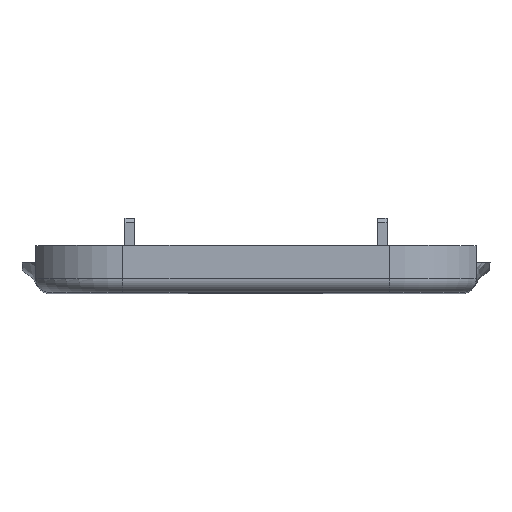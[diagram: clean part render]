
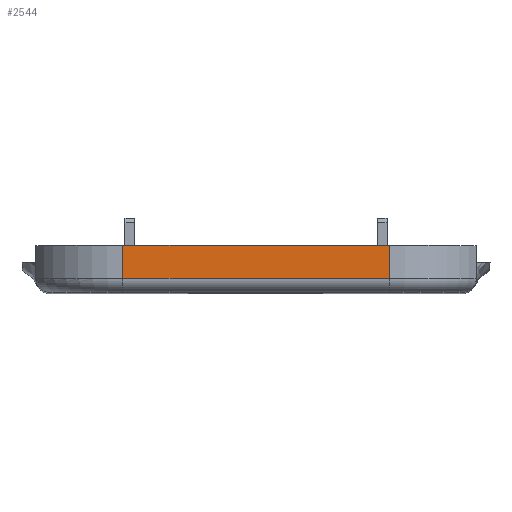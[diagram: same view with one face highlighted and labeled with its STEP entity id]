
A CAD part, top view. The second image highlights one B-rep face of the part: STEP entity #2544.
In plain terms, the highlighted planar face has unit normal (0, 0, 1).
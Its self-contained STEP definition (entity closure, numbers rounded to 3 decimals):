
#298=FACE_OUTER_BOUND('',#480,.T.);
#480=EDGE_LOOP('',(#2245,#2246,#2247,#2248));
#632=LINE('',#3726,#906);
#655=LINE('',#3861,#929);
#755=LINE('',#4349,#1029);
#756=LINE('',#4351,#1030);
#906=VECTOR('',#2995,10.);
#929=VECTOR('',#3128,10.);
#1029=VECTOR('',#3406,10.);
#1030=VECTOR('',#3409,10.);
#1139=VERTEX_POINT('',#3723);
#1140=VERTEX_POINT('',#3725);
#1180=VERTEX_POINT('',#3838);
#1183=VERTEX_POINT('',#3859);
#1415=EDGE_CURVE('',#1139,#1140,#632,.T.);
#1468=EDGE_CURVE('',#1183,#1180,#655,.T.);
#1605=EDGE_CURVE('',#1180,#1139,#755,.T.);
#1606=EDGE_CURVE('',#1183,#1140,#756,.T.);
#2245=ORIENTED_EDGE('',*,*,#1415,.F.);
#2246=ORIENTED_EDGE('',*,*,#1605,.F.);
#2247=ORIENTED_EDGE('',*,*,#1468,.F.);
#2248=ORIENTED_EDGE('',*,*,#1606,.T.);
#2402=PLANE('',#2745);
#2544=ADVANCED_FACE('',(#298),#2402,.T.);
#2745=AXIS2_PLACEMENT_3D('',#4350,#3407,#3408);
#2995=DIRECTION('',(1.,0.,0.));
#3128=DIRECTION('',(-1.,0.,0.));
#3406=DIRECTION('',(0.,1.,0.));
#3407=DIRECTION('center_axis',(0.,0.,1.));
#3408=DIRECTION('ref_axis',(-1.,0.,0.));
#3409=DIRECTION('',(0.,1.,0.));
#3723=CARTESIAN_POINT('',(-28.78,8.146,88.91));
#3725=CARTESIAN_POINT('',(28.78,8.146,88.91));
#3726=CARTESIAN_POINT('',(14.389,8.146,88.91));
#3838=CARTESIAN_POINT('',(-28.78,1.,88.91));
#3859=CARTESIAN_POINT('',(28.78,1.,88.91));
#3861=CARTESIAN_POINT('',(14.389,1.,88.91));
#4349=CARTESIAN_POINT('',(-28.78,0.,88.91));
#4350=CARTESIAN_POINT('Origin',(28.78,0.,88.91));
#4351=CARTESIAN_POINT('',(28.78,0.,88.91));
